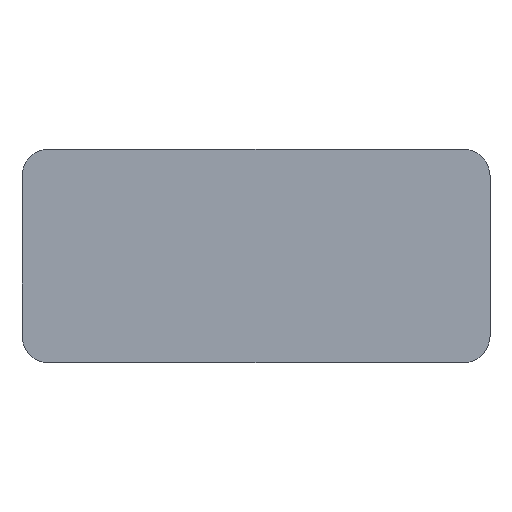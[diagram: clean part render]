
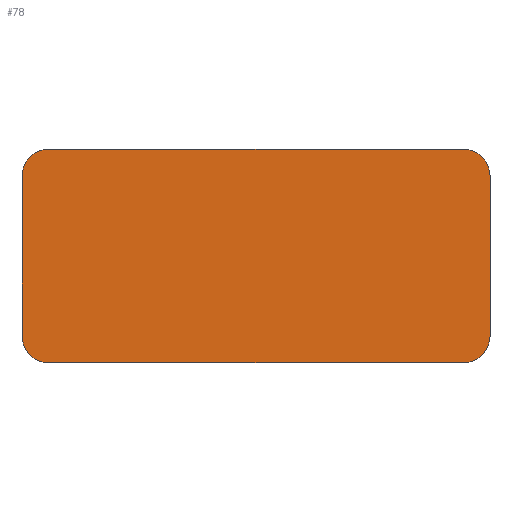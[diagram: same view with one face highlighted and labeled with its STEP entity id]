
A CAD part, top view. The second image highlights one B-rep face of the part: STEP entity #78.
In plain terms, the highlighted planar face has unit normal (0, 0, 1).
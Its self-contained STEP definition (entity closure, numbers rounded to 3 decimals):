
#64=CIRCLE('',#399,2.85);
#65=CIRCLE('',#400,2.85);
#66=CIRCLE('',#401,2.85);
#67=CIRCLE('',#402,2.85);
#78=ADVANCED_FACE('',(#107),#97,.T.);
#97=PLANE('',#403);
#107=FACE_OUTER_BOUND('',#127,.T.);
#127=EDGE_LOOP('',(#192,#193,#194,#195,#196,#197,#198,#199));
#192=ORIENTED_EDGE('',*,*,#300,.T.);
#193=ORIENTED_EDGE('',*,*,#308,.T.);
#194=ORIENTED_EDGE('',*,*,#302,.T.);
#195=ORIENTED_EDGE('',*,*,#309,.T.);
#196=ORIENTED_EDGE('',*,*,#306,.T.);
#197=ORIENTED_EDGE('',*,*,#310,.T.);
#198=ORIENTED_EDGE('',*,*,#297,.T.);
#199=ORIENTED_EDGE('',*,*,#311,.T.);
#256=VERTEX_POINT('',#580);
#257=VERTEX_POINT('',#582);
#258=VERTEX_POINT('',#586);
#259=VERTEX_POINT('',#588);
#260=VERTEX_POINT('',#592);
#261=VERTEX_POINT('',#593);
#262=VERTEX_POINT('',#598);
#263=VERTEX_POINT('',#600);
#297=EDGE_CURVE('',#257,#256,#333,.T.);
#300=EDGE_CURVE('',#259,#258,#336,.T.);
#302=EDGE_CURVE('',#260,#261,#338,.T.);
#306=EDGE_CURVE('',#263,#262,#342,.T.);
#308=EDGE_CURVE('',#258,#260,#64,.T.);
#309=EDGE_CURVE('',#261,#263,#65,.T.);
#310=EDGE_CURVE('',#262,#257,#66,.T.);
#311=EDGE_CURVE('',#256,#259,#67,.T.);
#333=LINE('',#581,#365);
#336=LINE('',#587,#368);
#338=LINE('',#591,#370);
#342=LINE('',#599,#374);
#365=VECTOR('',#471,1.);
#368=VECTOR('',#476,1.);
#370=VECTOR('',#480,1.);
#374=VECTOR('',#486,1.);
#399=AXIS2_PLACEMENT_3D('',#603,#490,#491);
#400=AXIS2_PLACEMENT_3D('',#604,#492,#493);
#401=AXIS2_PLACEMENT_3D('',#605,#494,#495);
#402=AXIS2_PLACEMENT_3D('',#606,#496,#497);
#403=AXIS2_PLACEMENT_3D('',#607,#498,#499);
#471=DIRECTION('',(-1.,0.,0.));
#476=DIRECTION('',(0.,-1.,0.));
#480=DIRECTION('',(1.,0.,0.));
#486=DIRECTION('',(0.,1.,0.));
#490=DIRECTION('',(0.,0.,1.));
#491=DIRECTION('',(1.,0.,0.));
#492=DIRECTION('',(0.,0.,1.));
#493=DIRECTION('',(1.,0.,0.));
#494=DIRECTION('',(0.,0.,1.));
#495=DIRECTION('',(1.,0.,0.));
#496=DIRECTION('',(0.,0.,1.));
#497=DIRECTION('',(1.,0.,0.));
#498=DIRECTION('',(0.,0.,1.));
#499=DIRECTION('',(1.,0.,0.));
#580=CARTESIAN_POINT('',(1.85,21.7,3.));
#581=CARTESIAN_POINT('',(0.,21.7,3.));
#582=CARTESIAN_POINT('',(45.85,21.7,3.));
#586=CARTESIAN_POINT('',(-1.,1.85,3.));
#587=CARTESIAN_POINT('',(-1.,0.,3.));
#588=CARTESIAN_POINT('',(-1.,18.85,3.));
#591=CARTESIAN_POINT('',(0.,-1.,3.));
#592=CARTESIAN_POINT('',(1.85,-1.,3.));
#593=CARTESIAN_POINT('',(45.85,-1.,3.));
#598=CARTESIAN_POINT('',(48.7,18.85,3.));
#599=CARTESIAN_POINT('',(48.7,0.,3.));
#600=CARTESIAN_POINT('',(48.7,1.85,3.));
#603=CARTESIAN_POINT('',(1.85,1.85,3.));
#604=CARTESIAN_POINT('',(45.85,1.85,3.));
#605=CARTESIAN_POINT('',(45.85,18.85,3.));
#606=CARTESIAN_POINT('',(1.85,18.85,3.));
#607=CARTESIAN_POINT('',(0.,0.,3.));
